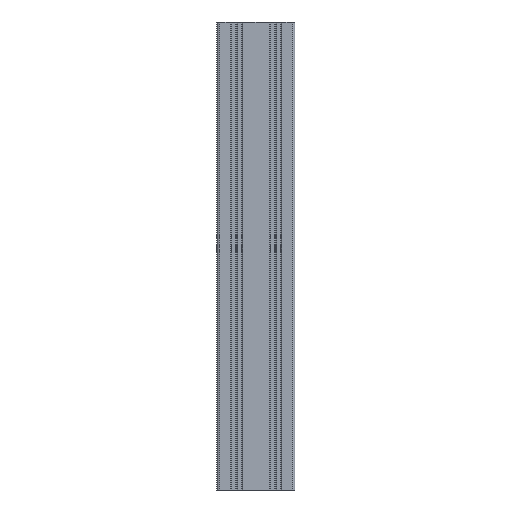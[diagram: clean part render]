
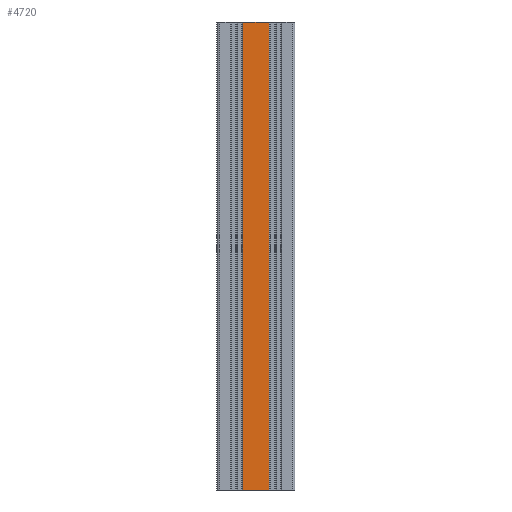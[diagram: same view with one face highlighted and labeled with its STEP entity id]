
A CAD part, left-side view. The second image highlights one B-rep face of the part: STEP entity #4720.
In plain terms, the highlighted face is planar.
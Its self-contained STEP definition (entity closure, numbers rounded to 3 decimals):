
#204 = CARTESIAN_POINT ( 'NONE',  ( 15., 0., -10.25 ) ) ;
#535 = VECTOR ( 'NONE', #11457, 1000. ) ;
#962 = CARTESIAN_POINT ( 'NONE',  ( 15., 0., 10.25 ) ) ;
#1008 = VERTEX_POINT ( 'NONE', #204 ) ;
#1027 = DIRECTION ( 'NONE',  ( 0., 0., -1. ) ) ;
#1390 = AXIS2_PLACEMENT_3D ( 'NONE', #6644, #8481, #1027 ) ;
#1744 = EDGE_CURVE ( 'NONE', #6725, #8585, #6037, .T. ) ;
#1958 = VECTOR ( 'NONE', #3138, 1000. ) ;
#2225 = LINE ( 'NONE', #5371, #1958 ) ;
#2524 = EDGE_CURVE ( 'NONE', #6076, #1008, #2225, .T. ) ;
#3138 = DIRECTION ( 'NONE',  ( 0., 1., 0. ) ) ;
#4720 = ADVANCED_FACE ( 'NONE', ( #5908 ), #9531, .F. ) ;
#5018 = LINE ( 'NONE', #6800, #535 ) ;
#5052 = ORIENTED_EDGE ( 'NONE', *, *, #11622, .T. ) ;
#5371 = CARTESIAN_POINT ( 'NONE',  ( 15., -360., -10.25 ) ) ;
#5540 = VECTOR ( 'NONE', #11782, 1000. ) ;
#5899 = ORIENTED_EDGE ( 'NONE', *, *, #11364, .F. ) ;
#5908 = FACE_OUTER_BOUND ( 'NONE', #9127, .T. ) ;
#6037 = LINE ( 'NONE', #8783, #5540 ) ;
#6076 = VERTEX_POINT ( 'NONE', #6135 ) ;
#6135 = CARTESIAN_POINT ( 'NONE',  ( 15., -360., -10.25 ) ) ;
#6250 = DIRECTION ( 'NONE',  ( 0., 0., 1. ) ) ;
#6644 = CARTESIAN_POINT ( 'NONE',  ( 15., -360., -10.25 ) ) ;
#6725 = VERTEX_POINT ( 'NONE', #7704 ) ;
#6800 = CARTESIAN_POINT ( 'NONE',  ( 15., 0., -10.25 ) ) ;
#7132 = ORIENTED_EDGE ( 'NONE', *, *, #2524, .T. ) ;
#7704 = CARTESIAN_POINT ( 'NONE',  ( 15., -360., 10.25 ) ) ;
#8481 = DIRECTION ( 'NONE',  ( -1., 0., 0. ) ) ;
#8585 = VERTEX_POINT ( 'NONE', #962 ) ;
#8783 = CARTESIAN_POINT ( 'NONE',  ( 15., -360., 10.25 ) ) ;
#8887 = LINE ( 'NONE', #11821, #9716 ) ;
#9127 = EDGE_LOOP ( 'NONE', ( #5052, #11775, #5899, #7132 ) ) ;
#9531 = PLANE ( 'NONE',  #1390 ) ;
#9716 = VECTOR ( 'NONE', #6250, 1000. ) ;
#11364 = EDGE_CURVE ( 'NONE', #6076, #6725, #8887, .T. ) ;
#11457 = DIRECTION ( 'NONE',  ( 0., 0., 1. ) ) ;
#11622 = EDGE_CURVE ( 'NONE', #1008, #8585, #5018, .T. ) ;
#11775 = ORIENTED_EDGE ( 'NONE', *, *, #1744, .F. ) ;
#11782 = DIRECTION ( 'NONE',  ( 0., 1., 0. ) ) ;
#11821 = CARTESIAN_POINT ( 'NONE',  ( 15., -360., -10.25 ) ) ;
